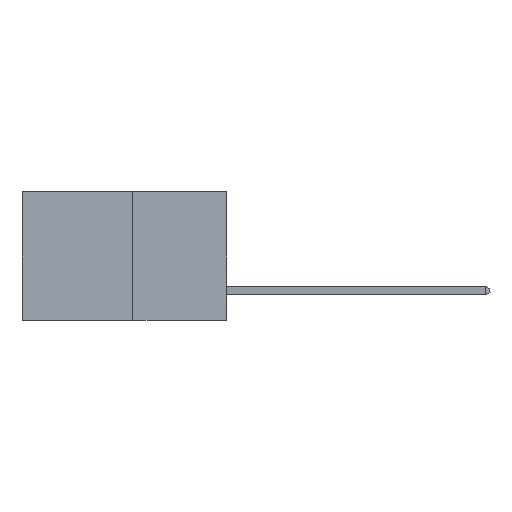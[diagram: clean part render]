
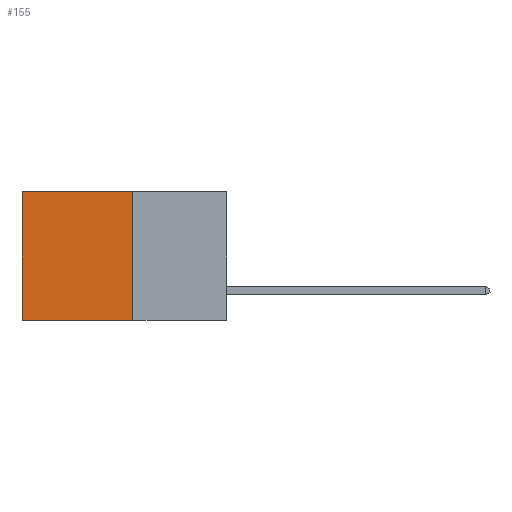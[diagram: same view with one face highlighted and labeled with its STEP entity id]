
A CAD part, left-side view. The second image highlights one B-rep face of the part: STEP entity #155.
In plain terms, the highlighted planar face has unit normal (-1, 0, 0).
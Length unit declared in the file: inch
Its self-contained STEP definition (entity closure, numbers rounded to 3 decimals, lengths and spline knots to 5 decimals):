
#155 = ADVANCED_FACE ( 'NONE', ( #7533 ), #3775, .F. ) ;
#183 = VERTEX_POINT ( 'NONE', #5967 ) ;
#311 = EDGE_CURVE ( 'NONE', #183, #5079, #532, .T. ) ;
#532 = LINE ( 'NONE', #1287, #2285 ) ;
#655 = EDGE_CURVE ( 'NONE', #5079, #4516, #3483, .T. ) ;
#1287 = CARTESIAN_POINT ( 'NONE',  ( 0.277, 0.27, 0. ) ) ;
#1296 = CARTESIAN_POINT ( 'NONE',  ( 0.277, 0.27, -0.37 ) ) ;
#1333 = EDGE_CURVE ( 'NONE', #2671, #4516, #1807, .T. ) ;
#1570 = VECTOR ( 'NONE', #8014, 39.37008 ) ;
#1584 = EDGE_CURVE ( 'NONE', #183, #2671, #7082, .T. ) ;
#1642 = DIRECTION ( 'NONE',  ( 0., 0., -1. ) ) ;
#1700 = VECTOR ( 'NONE', #1642, 39.37008 ) ;
#1807 = LINE ( 'NONE', #6880, #1570 ) ;
#2206 = DIRECTION ( 'NONE',  ( 0., 0., -1. ) ) ;
#2230 = CARTESIAN_POINT ( 'NONE',  ( 0.277, 0.27, -0.37 ) ) ;
#2285 = VECTOR ( 'NONE', #7898, 39.37008 ) ;
#2616 = ORIENTED_EDGE ( 'NONE', *, *, #1333, .F. ) ;
#2671 = VERTEX_POINT ( 'NONE', #2230 ) ;
#3406 = CARTESIAN_POINT ( 'NONE',  ( 0.277, 0.59, -0.37 ) ) ;
#3483 = LINE ( 'NONE', #4846, #1700 ) ;
#3775 = PLANE ( 'NONE',  #7706 ) ;
#4138 = ORIENTED_EDGE ( 'NONE', *, *, #1584, .F. ) ;
#4516 = VERTEX_POINT ( 'NONE', #3406 ) ;
#4846 = CARTESIAN_POINT ( 'NONE',  ( 0.277, 0.59, -0.37 ) ) ;
#5079 = VERTEX_POINT ( 'NONE', #6871 ) ;
#5569 = ORIENTED_EDGE ( 'NONE', *, *, #655, .T. ) ;
#5967 = CARTESIAN_POINT ( 'NONE',  ( 0.277, 0.27, 0. ) ) ;
#6618 = EDGE_LOOP ( 'NONE', ( #5569, #2616, #4138, #8986 ) ) ;
#6681 = DIRECTION ( 'NONE',  ( 1., 0., 0. ) ) ;
#6871 = CARTESIAN_POINT ( 'NONE',  ( 0.277, 0.59, 0. ) ) ;
#6880 = CARTESIAN_POINT ( 'NONE',  ( 0.277, 0.27, -0.37 ) ) ;
#7082 = LINE ( 'NONE', #1296, #8916 ) ;
#7203 = DIRECTION ( 'NONE',  ( 0., 0., -1. ) ) ;
#7433 = CARTESIAN_POINT ( 'NONE',  ( 0.277, 0.27, -0.37 ) ) ;
#7533 = FACE_OUTER_BOUND ( 'NONE', #6618, .T. ) ;
#7706 = AXIS2_PLACEMENT_3D ( 'NONE', #7433, #6681, #7203 ) ;
#7898 = DIRECTION ( 'NONE',  ( 0., 1., 0. ) ) ;
#8014 = DIRECTION ( 'NONE',  ( 0., 1., 0. ) ) ;
#8916 = VECTOR ( 'NONE', #2206, 39.37008 ) ;
#8986 = ORIENTED_EDGE ( 'NONE', *, *, #311, .T. ) ;
